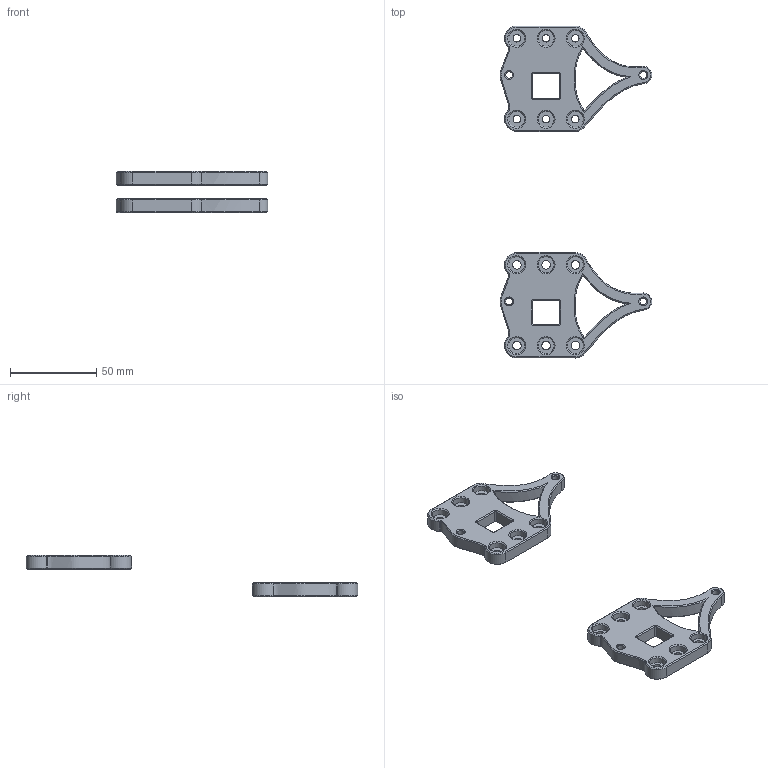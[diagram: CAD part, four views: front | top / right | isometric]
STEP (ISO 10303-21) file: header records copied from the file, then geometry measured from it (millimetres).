
FILE_DESCRIPTION(/* description */ (''),/* implementation_level */ '2;1');
FILE_NAME(/* name */ 'LRS-150_DIN_Mount.step',/* time_stamp */ '2023-03-09T14:52:47-03:00',/* author */ (''),/* organization */ (''),/* preprocessor_version */ 'ST-DEVELOPER v19.2',/* originating_system */ 'Autodesk Translation Framework v11.17.0.187',/* authorisation */ '');
FILE_SCHEMA (('AUTOMOTIVE_DESIGN { 1 0 10303 214 3 1 1 }'));
Length unit declared in the file: millimetre
Products named in the file (2): MountV2; DIN_Mount
Assembly tree (1 placements, depth 2):
  MountV2
    DIN_Mount
Bounding box: 88.2 x 192.9 x 24.02 mm (x, y, z)
Volume: 42611.4 mm3; surface area: 19944.7 mm2
Topology: 2 solids, 2 shells, 284 faces, 650 edges, 382 vertices
Faces by surface type: plane 100, cone 84, cylinder 58, bspline 42
Full cylindrical faces by diameter (mm): 4 x4, 4.3 x6, 5 x6, 6.5 x4, 9.3 x12
Entity records: 9893 total; most frequent: CARTESIAN_POINT 3557, ORIENTED_EDGE 1300, DIRECTION 1262, EDGE_CURVE 650, AXIS2_PLACEMENT_3D 475, VERTEX_POINT 382, EDGE_LOOP 336, LINE 312
